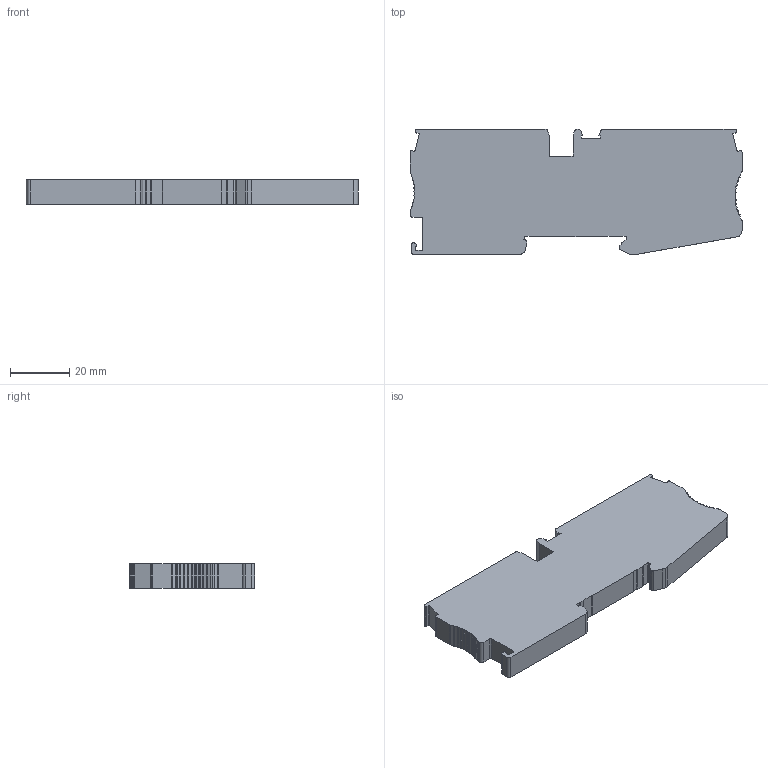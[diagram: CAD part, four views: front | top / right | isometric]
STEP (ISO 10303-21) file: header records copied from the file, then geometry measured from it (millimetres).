
FILE_DESCRIPTION((''),'2;1');
FILE_NAME('6-2-2JD','2023-11-09T',('dell'),(''),'PRO/ENGINEER BY PARAMETRIC TECHNOLOGY CORPORATION, 2013230','PRO/ENGINEER BY PARAMETRIC TECHNOLOGY CORPORATION, 2013230','');
FILE_SCHEMA(('AUTOMOTIVE_DESIGN { 1 0 10303 214 1 1 1 1 }'));
Length unit declared in the file: millimetre
Products named in the file (1): 6-2-2JD
Bounding box: 111.9 x 42.2 x 8.2 mm (x, y, z)
Volume: 32335.9 mm3; surface area: 12849.5 mm2
Topology: 1 solids, 1 shells, 256 faces, 726 edges, 484 vertices
Faces by surface type: plane 162, cylinder 94
Entity records: 8397 total; most frequent: CARTESIAN_POINT 1488, ORIENTED_EDGE 1452, DIRECTION 1418, EDGE_CURVE 726, VECTOR 538, LINE 538, VERTEX_POINT 484, AXIS2_PLACEMENT_3D 440
